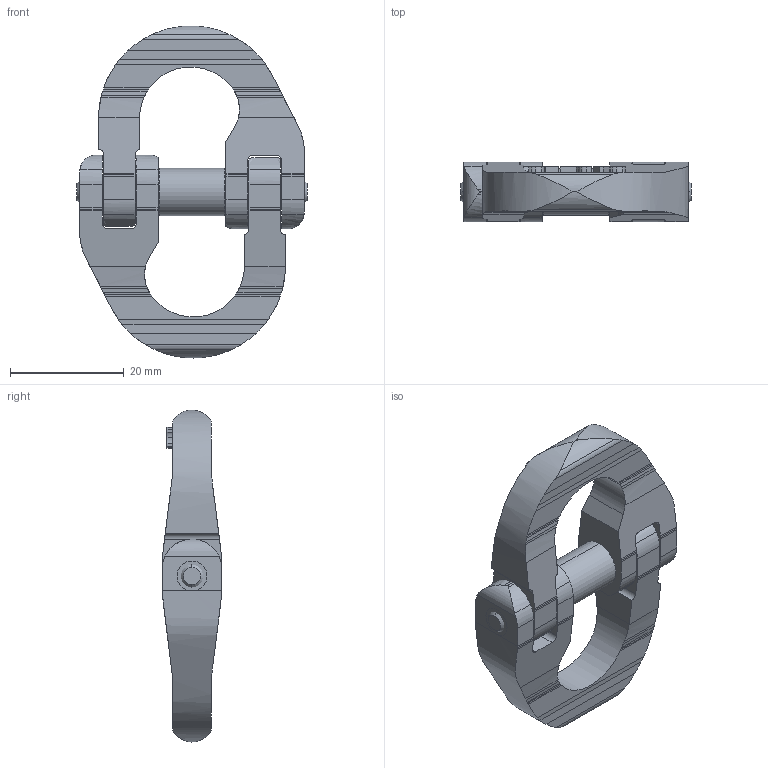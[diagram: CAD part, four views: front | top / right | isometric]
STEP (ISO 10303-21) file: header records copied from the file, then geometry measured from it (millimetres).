
FILE_DESCRIPTION(('STEP AP214'),'1');
FILE_NAME('cl_06.stp','2017-11-29T13:48:28',('TraceParts'),('TraceParts S.A.'),'Spatial InterOp 3D',' ',' ');
FILE_SCHEMA(('automotive_design'));
Length unit declared in the file: millimetre
Products named in the file (4): cl_06_1; cl_06_2; cl_06_3; cl_06_4
Bounding box: 40.5 x 10.5 x 58.4 mm (x, y, z)
Volume: 10067.3 mm3; surface area: 7112 mm2
Topology: 4 solids, 4 shells, 296 faces, 845 edges, 556 vertices
Faces by surface type: plane 127, cylinder 84, bspline 81, cone 4
Entity records: 14841 total; most frequent: CARTESIAN_POINT 5137, ORIENTED_EDGE 1674, DIRECTION 1265, EDGE_CURVE 837, VERTEX_POINT 552, LINE 459, VECTOR 459, AXIS2_PLACEMENT_3D 403
